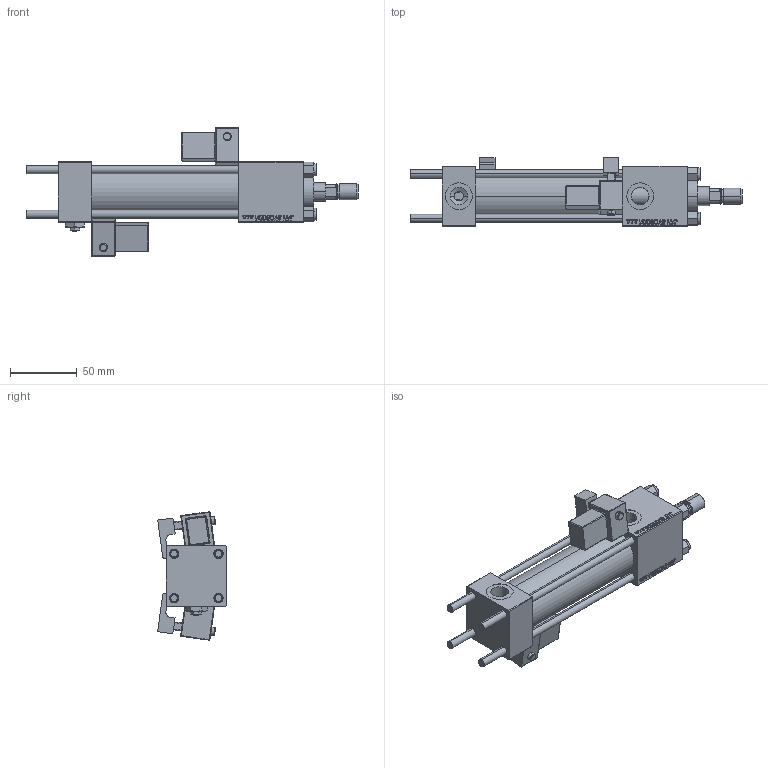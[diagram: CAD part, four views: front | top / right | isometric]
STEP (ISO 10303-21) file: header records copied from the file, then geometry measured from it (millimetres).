
FILE_DESCRIPTION (( 'STEP AP203' ), '1' );
FILE_NAME ('2e39.STEP', '2023-08-23T07:14:34', ( '' ), ( '' ), 'SwSTEP 2.0', 'SolidWorks 2019', '' );
FILE_SCHEMA (( 'CONFIG_CONTROL_DESIGN' ));
Length unit declared in the file: millimetre
Products named in the file (9): Zatka_pro_OIL_PORT 6c3f685867c352e9f8dcde289f2a8678; V215CR_BODY_A 6c3f685867c352e9f8dcde289f2a8678; V215CR_VCP 6c3f685867c352e9f8dcde289f2a8678; 2e39; V215CR_MSU 6c3f685867c352e9f8dcde289f2a8678; V215_VC_A 6c3f685867c352e9f8dcde289f2a8678; ROD_END_AH 6c3f685867c352e9f8dcde289f2a8678; CR025_012_A_0_G_A_G_M_020_+#_##_TYCINKA 6c3f685867c352e9f8dcde289f2a8678; NUT_M5 6c3f685867c352e9f8dcde289f2a8678
Assembly tree (15 placements, depth 2):
  2e39
    V215CR_BODY_A 6c3f685867c352e9f8dcde289f2a8678
    CR025_012_A_0_G_A_G_M_020_+#_##_TYCINKA 6c3f685867c352e9f8dcde289f2a8678  x4
    NUT_M5 6c3f685867c352e9f8dcde289f2a8678  x4
    V215CR_VCP 6c3f685867c352e9f8dcde289f2a8678
    V215_VC_A 6c3f685867c352e9f8dcde289f2a8678
    ROD_END_AH 6c3f685867c352e9f8dcde289f2a8678
    V215CR_MSU 6c3f685867c352e9f8dcde289f2a8678  x2
    Zatka_pro_OIL_PORT 6c3f685867c352e9f8dcde289f2a8678
Bounding box: 248 x 51.41 x 96.03 mm (x, y, z)
Volume: 275660.2 mm3; surface area: 107110.1 mm2
Topology: 15 solids, 15 shells, 1356 faces, 3370 edges, 2139 vertices
Faces by surface type: plane 608, bspline 392, cone 162, cylinder 148, sphere 24, torus 22
Entity records: 54320 total; most frequent: CARTESIAN_POINT 27962, ORIENTED_EDGE 5838, DIRECTION 3921, EDGE_CURVE 2919, VERTEX_POINT 1895, LINE 1741, VECTOR 1741, EDGE_LOOP 1294
